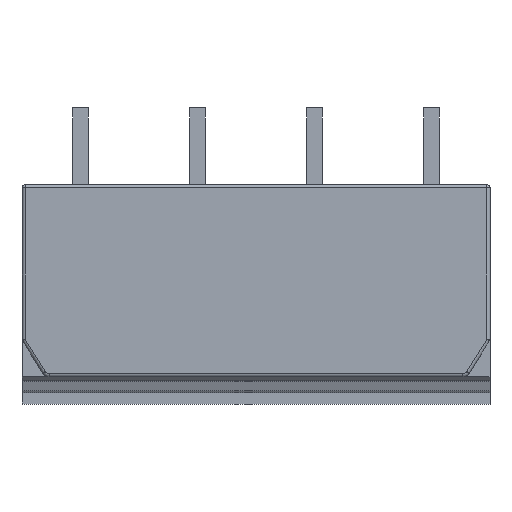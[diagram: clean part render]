
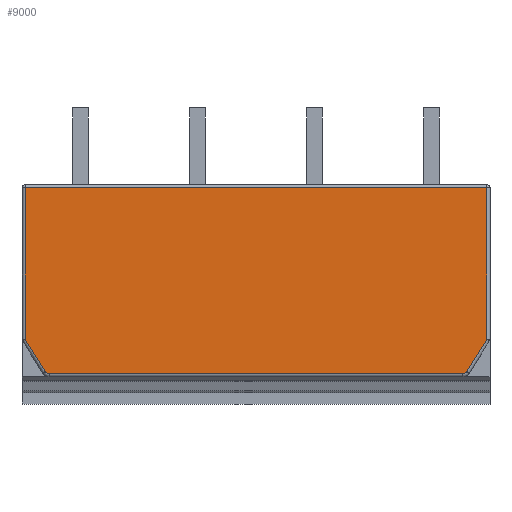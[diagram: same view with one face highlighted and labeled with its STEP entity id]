
A CAD part, left-side view. The second image highlights one B-rep face of the part: STEP entity #9000.
In plain terms, the highlighted planar face has unit normal (-1, 0, 0).
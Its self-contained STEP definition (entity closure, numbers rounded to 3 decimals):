
#2916=DIRECTION('',(0.,1.,0.));
#2917=VECTOR('',#2916,30.08);
#2918=CARTESIAN_POINT('',(-11.15,0.2,6.756));
#2919=LINE('',#2918,#2917);
#2935=DIRECTION('',(0.,0.,1.));
#2936=VECTOR('',#2935,9.863);
#2937=CARTESIAN_POINT('',(-11.15,0.2,-3.106));
#2938=LINE('',#2937,#2936);
#2939=DIRECTION('',(0.,-0.53,0.848));
#2940=VECTOR('',#2939,2.496);
#2941=CARTESIAN_POINT('',(-11.15,1.523,-5.223));
#2942=LINE('',#2941,#2940);
#2943=CARTESIAN_POINT('',(-11.15,1.777,-5.064));
#2944=DIRECTION('',(-1.,0.,0.));
#2945=DIRECTION('',(0.,0.,-1.));
#2946=AXIS2_PLACEMENT_3D('',#2943,#2944,#2945);
#2948=DIRECTION('',(0.,1.,0.));
#2949=VECTOR('',#2948,26.926);
#2950=CARTESIAN_POINT('',(-11.15,1.777,-5.364));
#2951=LINE('',#2950,#2949);
#2952=CARTESIAN_POINT('',(-11.15,28.703,-5.064));
#2953=DIRECTION('',(-1.,0.,0.));
#2954=DIRECTION('',(0.,0.848,-0.53));
#2955=AXIS2_PLACEMENT_3D('',#2952,#2953,#2954);
#2957=DIRECTION('',(0.,-0.53,-0.848));
#2958=VECTOR('',#2957,2.496);
#2959=CARTESIAN_POINT('',(-11.15,30.28,-3.106));
#2960=LINE('',#2959,#2958);
#2961=DIRECTION('',(0.,0.,-1.));
#2962=VECTOR('',#2961,9.863);
#2963=CARTESIAN_POINT('',(-11.15,30.28,6.756));
#2964=LINE('',#2963,#2962);
#4683=CARTESIAN_POINT('',(-11.15,0.2,6.756));
#4684=VERTEX_POINT('',#4683);
#4685=CARTESIAN_POINT('',(-11.15,0.2,-3.106));
#4686=VERTEX_POINT('',#4685);
#4691=CARTESIAN_POINT('',(-11.15,1.523,-5.223));
#4692=VERTEX_POINT('',#4691);
#4696=CARTESIAN_POINT('',(-11.15,1.777,-5.364));
#4698=VERTEX_POINT('',#4696);
#4699=CARTESIAN_POINT('',(-11.15,28.703,-5.364));
#4701=VERTEX_POINT('',#4699);
#4705=CARTESIAN_POINT('',(-11.15,28.957,-5.223));
#4706=VERTEX_POINT('',#4705);
#4707=CARTESIAN_POINT('',(-11.15,30.28,-3.106));
#4708=VERTEX_POINT('',#4707);
#4713=CARTESIAN_POINT('',(-11.15,30.28,6.756));
#4714=VERTEX_POINT('',#4713);
#8979=CARTESIAN_POINT('',(-11.15,0.,-5.364));
#8980=DIRECTION('',(-1.,0.,0.));
#8981=DIRECTION('',(0.,0.,1.));
#8982=AXIS2_PLACEMENT_3D('',#8979,#8980,#8981);
#8983=PLANE('',#8982);
#8984=ORIENTED_EDGE('',*,*,#8970,.F.);
#8986=ORIENTED_EDGE('',*,*,#8985,.F.);
#8988=ORIENTED_EDGE('',*,*,#8987,.F.);
#8990=ORIENTED_EDGE('',*,*,#8989,.T.);
#8992=ORIENTED_EDGE('',*,*,#8991,.F.);
#8994=ORIENTED_EDGE('',*,*,#8993,.F.);
#8996=ORIENTED_EDGE('',*,*,#8995,.F.);
#8997=ORIENTED_EDGE('',*,*,#8946,.F.);
#8998=EDGE_LOOP('',(#8984,#8986,#8988,#8990,#8992,#8994,#8996,#8997));
#8999=FACE_OUTER_BOUND('',#8998,.F.);
#9000=ADVANCED_FACE('',(#8999),#8983,.T.);
#2947=CIRCLE('',#2946,0.3);
#2956=CIRCLE('',#2955,0.3);
#8946=EDGE_CURVE('',#4684,#4714,#2919,.T.);
#8970=EDGE_CURVE('',#4686,#4684,#2938,.T.);
#8985=EDGE_CURVE('',#4692,#4686,#2942,.T.);
#8987=EDGE_CURVE('',#4698,#4692,#2947,.T.);
#8989=EDGE_CURVE('',#4698,#4701,#2951,.T.);
#8991=EDGE_CURVE('',#4706,#4701,#2956,.T.);
#8993=EDGE_CURVE('',#4708,#4706,#2960,.T.);
#8995=EDGE_CURVE('',#4714,#4708,#2964,.T.);
